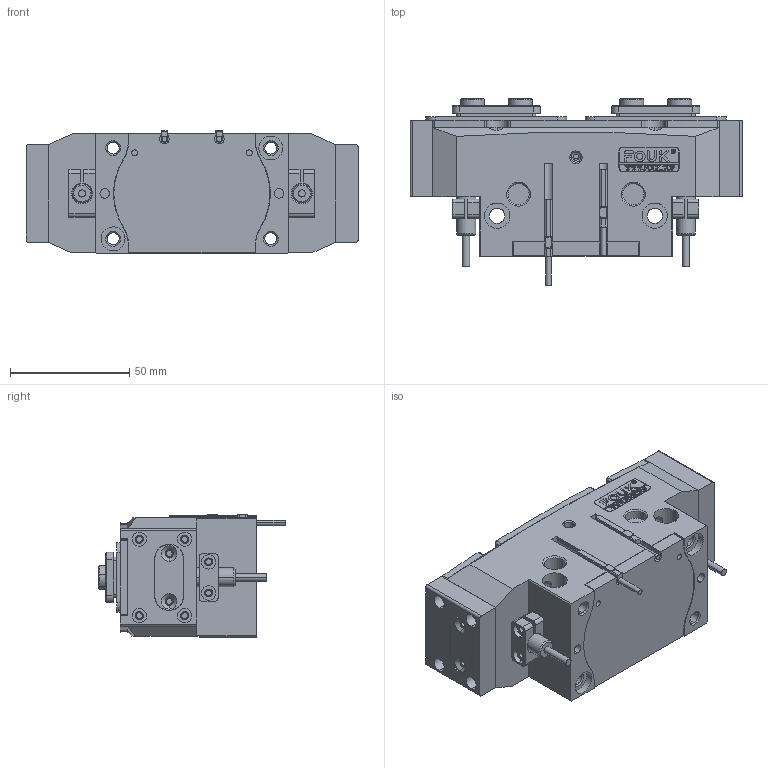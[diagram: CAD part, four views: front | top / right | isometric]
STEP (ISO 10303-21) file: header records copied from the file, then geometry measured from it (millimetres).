
FILE_DESCRIPTION (( 'STEP AP203' ), '1' );
FILE_NAME ('FR46-120-S-P.STEP', '2025-01-15T09:41:53', ( 'USER-' ), ( 'Microsoft' ), 'SwSTEP 2.0', 'SolidWorks 2018', '' );
FILE_SCHEMA (( 'CONFIG_CONTROL_DESIGN' ));
Length unit declared in the file: millimetre
Products named in the file (20): FR46-120-S-P; TRT46-120-S; P-GS-T-01 喘倛蚚標釱; TRT46-120-M-11奻葡裔啣; 昹親棠覜羲壽; TRT46-120-M-05 菁裔啣; TRT46-120-M-13 移动挡板(默认); TRT46-120 喘倛標蛈; 8x18諉輪羲壽; TRT46-120-M-12 耜猾极; 褫籵蚚苤結裔; TRT46-120-S-02 喘倛賑輸; 揤輸蚾饜极; TRT46-120-M-14 忒硌薊啣; TRT46-120-M-06 笢猾え; 埴翐芛_GB_FASTENER_SCREWS_HSHCS M2X8-N; 10x6-14杶种; 25x10-R1.5; 揤輸杅耀.sldasm-Part-9; TRT46-120-M-01 喘倛褲极
Assembly tree (32 placements, depth 5):
  FR46-120-S-P
    TRT46-120-M-11奻葡裔啣
    TRT46-120-M-12 耜猾极  x2
    TRT46-120-M-14 忒硌薊啣  x2
    TRT46-120-M-13 移动挡板(默认)  x2
    褫籵蚚苤結裔  x2
    10x6-14杶种  x4
    TRT46-120-S
      TRT46-120 喘倛標蛈
        TRT46-120-M-01 喘倛褲极
        TRT46-120-M-05 菁裔啣
        TRT46-120-M-06 笢猾え
        P-GS-T-01 喘倛蚚標釱  x2
        8x18諉輪羲壽  x2
        25x10-R1.5
        揤輸蚾饜极  x2
          揤輸杅耀.sldasm-Part-9
          埴翐芛_GB_FASTENER_SCREWS_HSHCS M2X8-N
        昹親棠覜羲壽  x2
      TRT46-120-S-02 喘倛賑輸  x2
Bounding box: 139 x 78.11 x 51.2 mm (x, y, z)
Volume: 286129 mm3; surface area: 108852.6 mm2
Topology: 31 solids, 58 shells, 1916 faces, 4834 edges, 3066 vertices
Faces by surface type: plane 840, cylinder 583, cone 330, bspline 155, torus 8
Entity records: 51702 total; most frequent: CARTESIAN_POINT 14499, ORIENTED_EDGE 7252, DIRECTION 7006, EDGE_CURVE 3626, AXIS2_PLACEMENT_3D 2408, VERTEX_POINT 2361, LINE 2190, VECTOR 2190
